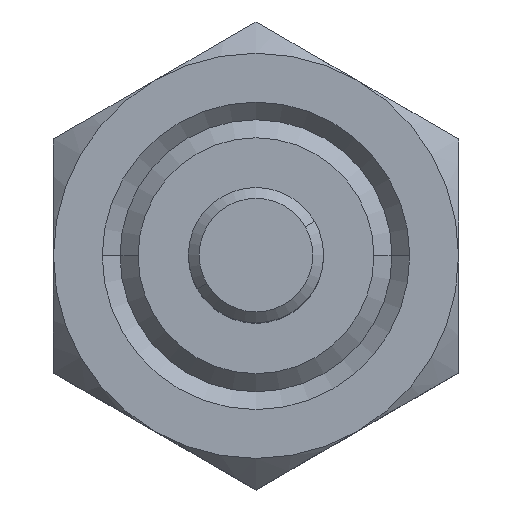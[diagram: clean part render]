
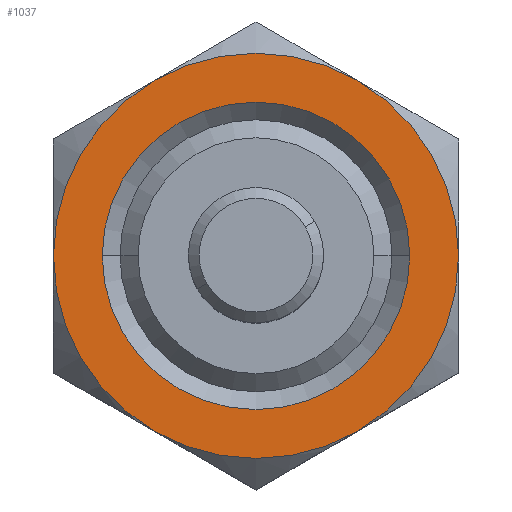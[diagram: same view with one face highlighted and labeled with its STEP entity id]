
A CAD part, top view. The second image highlights one B-rep face of the part: STEP entity #1037.
In plain terms, the highlighted planar face has unit normal (0, 0, 1).
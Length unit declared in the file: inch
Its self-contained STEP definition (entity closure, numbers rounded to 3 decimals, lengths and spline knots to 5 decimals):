
#4 = CARTESIAN_POINT ( 'NONE',  ( 0., 0., 0.11 ) ) ;
#9 = DIRECTION ( 'NONE',  ( -1., 0., 0. ) ) ;
#64 = DIRECTION ( 'NONE',  ( -1., 0., 0. ) ) ;
#115 = VERTEX_POINT ( 'NONE', #1844 ) ;
#202 = CIRCLE ( 'NONE', #1254, 0.28 ) ;
#213 = DIRECTION ( 'NONE',  ( -1., 0., 0. ) ) ;
#311 = CARTESIAN_POINT ( 'NONE',  ( 0.14, 0.24249, 0.11 ) ) ;
#354 = CIRCLE ( 'NONE', #1923, 0.28 ) ;
#362 = AXIS2_PLACEMENT_3D ( 'NONE', #1683, #508, #1884 ) ;
#391 = AXIS2_PLACEMENT_3D ( 'NONE', #595, #1974, #790 ) ;
#397 = EDGE_CURVE ( 'NONE', #2349, #987, #1362, .T. ) ;
#475 = EDGE_CURVE ( 'NONE', #782, #2324, #1298, .T. ) ;
#508 = DIRECTION ( 'NONE',  ( 0., 0., -1. ) ) ;
#522 = DIRECTION ( 'NONE',  ( 0., 0., -1. ) ) ;
#553 = FACE_OUTER_BOUND ( 'NONE', #561, .T. ) ;
#561 = EDGE_LOOP ( 'NONE', ( #778, #2329, #1744, #753, #2544, #2306 ) ) ;
#569 = EDGE_CURVE ( 'NONE', #115, #2064, #980, .T. ) ;
#595 = CARTESIAN_POINT ( 'NONE',  ( 0., 0., 0.11 ) ) ;
#614 = CIRCLE ( 'NONE', #922, 0.2125 ) ;
#628 = CARTESIAN_POINT ( 'NONE',  ( -0.2125, 0., 0.11 ) ) ;
#633 = AXIS2_PLACEMENT_3D ( 'NONE', #2181, #1208, #9 ) ;
#742 = CARTESIAN_POINT ( 'NONE',  ( 0.28, 0., 0.11 ) ) ;
#753 = ORIENTED_EDGE ( 'NONE', *, *, #397, .F. ) ;
#778 = ORIENTED_EDGE ( 'NONE', *, *, #2351, .F. ) ;
#782 = VERTEX_POINT ( 'NONE', #1463 ) ;
#790 = DIRECTION ( 'NONE',  ( -1., 0., 0. ) ) ;
#814 = AXIS2_PLACEMENT_3D ( 'NONE', #1702, #522, #1902 ) ;
#839 = CARTESIAN_POINT ( 'NONE',  ( 0.2125, 0., 0.11 ) ) ;
#840 = EDGE_CURVE ( 'NONE', #1531, #1613, #2395, .T. ) ;
#922 = AXIS2_PLACEMENT_3D ( 'NONE', #4, #1402, #213 ) ;
#932 = DIRECTION ( 'NONE',  ( 0., 0., -1. ) ) ;
#962 = CARTESIAN_POINT ( 'NONE',  ( 0., 0., 0.11 ) ) ;
#980 = CIRCLE ( 'NONE', #2515, 0.28 ) ;
#987 = VERTEX_POINT ( 'NONE', #998 ) ;
#998 = CARTESIAN_POINT ( 'NONE',  ( 0.14, -0.24249, 0.11 ) ) ;
#1005 = FACE_BOUND ( 'NONE', #1415, .T. ) ;
#1037 = ADVANCED_FACE ( 'NONE', ( #1005, #553 ), #1993, .F. ) ;
#1046 = DIRECTION ( 'NONE',  ( 0., 0., 1. ) ) ;
#1164 = DIRECTION ( 'NONE',  ( -1., 0., 0. ) ) ;
#1208 = DIRECTION ( 'NONE',  ( 0., 0., -1. ) ) ;
#1254 = AXIS2_PLACEMENT_3D ( 'NONE', #2225, #1046, #2432 ) ;
#1263 = DIRECTION ( 'NONE',  ( 0., 0., -1. ) ) ;
#1298 = CIRCLE ( 'NONE', #1834, 0.28 ) ;
#1362 = CIRCLE ( 'NONE', #362, 0.28 ) ;
#1402 = DIRECTION ( 'NONE',  ( 0., 0., -1. ) ) ;
#1415 = EDGE_LOOP ( 'NONE', ( #2431, #1768 ) ) ;
#1463 = CARTESIAN_POINT ( 'NONE',  ( -0.14, 0.24249, 0.11 ) ) ;
#1531 = VERTEX_POINT ( 'NONE', #628 ) ;
#1613 = VERTEX_POINT ( 'NONE', #839 ) ;
#1683 = CARTESIAN_POINT ( 'NONE',  ( 0., 0., 0.11 ) ) ;
#1702 = CARTESIAN_POINT ( 'NONE',  ( 0., 0., 0.11 ) ) ;
#1721 = EDGE_CURVE ( 'NONE', #2349, #2324, #202, .T. ) ;
#1744 = ORIENTED_EDGE ( 'NONE', *, *, #1759, .F. ) ;
#1759 = EDGE_CURVE ( 'NONE', #987, #115, #354, .T. ) ;
#1768 = ORIENTED_EDGE ( 'NONE', *, *, #840, .T. ) ;
#1834 = AXIS2_PLACEMENT_3D ( 'NONE', #2108, #932, #2308 ) ;
#1844 = CARTESIAN_POINT ( 'NONE',  ( -0.14, -0.24249, 0.11 ) ) ;
#1884 = DIRECTION ( 'NONE',  ( -1., 0., 0. ) ) ;
#1902 = DIRECTION ( 'NONE',  ( -1., 0., 0. ) ) ;
#1923 = AXIS2_PLACEMENT_3D ( 'NONE', #2445, #1263, #64 ) ;
#1974 = DIRECTION ( 'NONE',  ( 0., 0., -1. ) ) ;
#1993 = PLANE ( 'NONE',  #633 ) ;
#2064 = VERTEX_POINT ( 'NONE', #2388 ) ;
#2108 = CARTESIAN_POINT ( 'NONE',  ( 0., 0., 0.11 ) ) ;
#2181 = CARTESIAN_POINT ( 'NONE',  ( 0., 0.32332, 0.11 ) ) ;
#2225 = CARTESIAN_POINT ( 'NONE',  ( 0., 0., 0.11 ) ) ;
#2247 = CIRCLE ( 'NONE', #391, 0.28 ) ;
#2306 = ORIENTED_EDGE ( 'NONE', *, *, #475, .F. ) ;
#2308 = DIRECTION ( 'NONE',  ( -1., 0., 0. ) ) ;
#2324 = VERTEX_POINT ( 'NONE', #311 ) ;
#2329 = ORIENTED_EDGE ( 'NONE', *, *, #569, .F. ) ;
#2338 = DIRECTION ( 'NONE',  ( 0., 0., -1. ) ) ;
#2349 = VERTEX_POINT ( 'NONE', #742 ) ;
#2351 = EDGE_CURVE ( 'NONE', #2064, #782, #2247, .T. ) ;
#2388 = CARTESIAN_POINT ( 'NONE',  ( -0.28, 0., 0.11 ) ) ;
#2395 = CIRCLE ( 'NONE', #814, 0.2125 ) ;
#2431 = ORIENTED_EDGE ( 'NONE', *, *, #2433, .T. ) ;
#2432 = DIRECTION ( 'NONE',  ( 1., 0., 0. ) ) ;
#2433 = EDGE_CURVE ( 'NONE', #1613, #1531, #614, .T. ) ;
#2445 = CARTESIAN_POINT ( 'NONE',  ( 0., 0., 0.11 ) ) ;
#2515 = AXIS2_PLACEMENT_3D ( 'NONE', #962, #2338, #1164 ) ;
#2544 = ORIENTED_EDGE ( 'NONE', *, *, #1721, .T. ) ;
